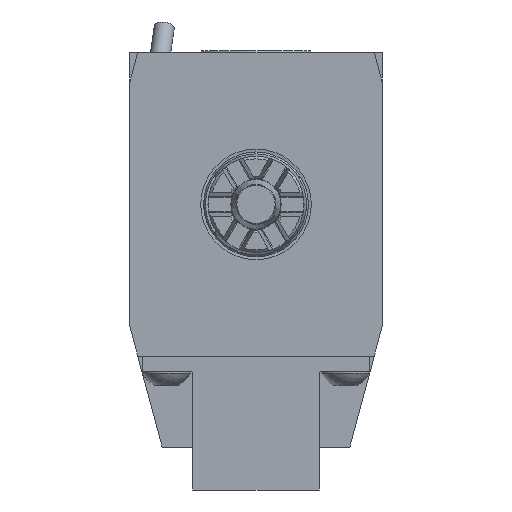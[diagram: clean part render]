
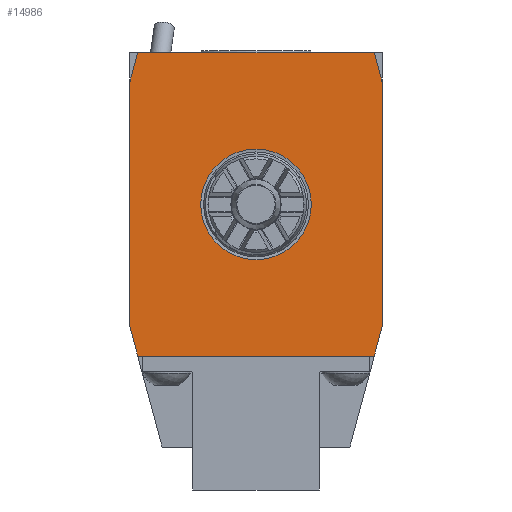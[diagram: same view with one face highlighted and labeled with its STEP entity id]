
A CAD part, front view. The second image highlights one B-rep face of the part: STEP entity #14986.
In plain terms, the highlighted planar face has unit normal (0, -1, 0).
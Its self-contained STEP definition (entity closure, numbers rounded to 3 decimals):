
#319 = DIRECTION ( 'NONE',  ( 0., 0., -1. ) ) ;
#478 = VERTEX_POINT ( 'NONE', #23397 ) ;
#691 = CARTESIAN_POINT ( 'NONE',  ( -25., 0., 30. ) ) ;
#1430 = FACE_OUTER_BOUND ( 'NONE', #16232, .T. ) ;
#1437 = CIRCLE ( 'NONE', #22535, 10.94 ) ;
#1731 = VECTOR ( 'NONE', #319, 1000. ) ;
#1758 = LINE ( 'NONE', #691, #20654 ) ;
#1770 = VECTOR ( 'NONE', #2640, 1000. ) ;
#2587 = ORIENTED_EDGE ( 'NONE', *, *, #17897, .F. ) ;
#2640 = DIRECTION ( 'NONE',  ( -0.259, 0., -0.966 ) ) ;
#2696 = VECTOR ( 'NONE', #18879, 1000. ) ;
#2860 = VERTEX_POINT ( 'NONE', #25641 ) ;
#2965 = VERTEX_POINT ( 'NONE', #17617 ) ;
#3056 = VECTOR ( 'NONE', #18340, 1000. ) ;
#3233 = EDGE_CURVE ( 'NONE', #18241, #478, #22887, .T. ) ;
#3413 = CARTESIAN_POINT ( 'NONE',  ( 20.151, 0., 42.098 ) ) ;
#3644 = AXIS2_PLACEMENT_3D ( 'NONE', #19499, #23599, #15054 ) ;
#3670 = LINE ( 'NONE', #10514, #3056 ) ;
#3752 = ORIENTED_EDGE ( 'NONE', *, *, #12351, .F. ) ;
#4493 = EDGE_CURVE ( 'NONE', #22458, #22458, #1437, .T. ) ;
#4778 = ORIENTED_EDGE ( 'NONE', *, *, #26472, .F. ) ;
#4888 = PLANE ( 'NONE',  #3644 ) ;
#5007 = FACE_BOUND ( 'NONE', #5053, .T. ) ;
#5053 = EDGE_LOOP ( 'NONE', ( #16590 ) ) ;
#5279 = EDGE_CURVE ( 'NONE', #19991, #2965, #9390, .T. ) ;
#5322 = CARTESIAN_POINT ( 'NONE',  ( -23.5, 0., 29.598 ) ) ;
#7240 = DIRECTION ( 'NONE',  ( 0.259, 0., -0.966 ) ) ;
#7250 = VECTOR ( 'NONE', #13681, 1000. ) ;
#8558 = CARTESIAN_POINT ( 'NONE',  ( 25., 0., 30. ) ) ;
#9084 = LINE ( 'NONE', #25009, #2696 ) ;
#9390 = LINE ( 'NONE', #9815, #22812 ) ;
#9815 = CARTESIAN_POINT ( 'NONE',  ( -25., 0., -30. ) ) ;
#10115 = VERTEX_POINT ( 'NONE', #26116 ) ;
#10246 = ORIENTED_EDGE ( 'NONE', *, *, #3233, .T. ) ;
#10514 = CARTESIAN_POINT ( 'NONE',  ( 35.151, 0., 13.883 ) ) ;
#11007 = VERTEX_POINT ( 'NONE', #25908 ) ;
#12351 = EDGE_CURVE ( 'NONE', #10115, #24562, #24461, .T. ) ;
#13054 = CARTESIAN_POINT ( 'NONE',  ( 0., 0., 10.94 ) ) ;
#13681 = DIRECTION ( 'NONE',  ( 0.259, 0., -0.966 ) ) ;
#14051 = DIRECTION ( 'NONE',  ( 0., 1., 0. ) ) ;
#14826 = ORIENTED_EDGE ( 'NONE', *, *, #5279, .T. ) ;
#14986 = ADVANCED_FACE ( 'NONE', ( #5007, #1430 ), #4888, .T. ) ;
#14997 = DIRECTION ( 'NONE',  ( 0., 0., -1. ) ) ;
#15054 = DIRECTION ( 'NONE',  ( 0., 0., -1. ) ) ;
#16232 = EDGE_LOOP ( 'NONE', ( #3752, #4778, #10246, #21035, #21455, #14826, #21000, #2587 ) ) ;
#16590 = ORIENTED_EDGE ( 'NONE', *, *, #4493, .T. ) ;
#17617 = CARTESIAN_POINT ( 'NONE',  ( 23.393, 0., -30. ) ) ;
#17696 = EDGE_CURVE ( 'NONE', #478, #2860, #1758, .T. ) ;
#17897 = EDGE_CURVE ( 'NONE', #24562, #11007, #21567, .T. ) ;
#17918 = EDGE_CURVE ( 'NONE', #11007, #2965, #3670, .T. ) ;
#18241 = VERTEX_POINT ( 'NONE', #22416 ) ;
#18340 = DIRECTION ( 'NONE',  ( -0.259, 0., -0.966 ) ) ;
#18879 = DIRECTION ( 'NONE',  ( 1., 0., 0. ) ) ;
#19448 = CARTESIAN_POINT ( 'NONE',  ( -38.5, 0., 26.383 ) ) ;
#19499 = CARTESIAN_POINT ( 'NONE',  ( -25., 0., 30. ) ) ;
#19991 = VERTEX_POINT ( 'NONE', #24408 ) ;
#20401 = DIRECTION ( 'NONE',  ( 0., 0., 1. ) ) ;
#20654 = VECTOR ( 'NONE', #14997, 1000. ) ;
#21000 = ORIENTED_EDGE ( 'NONE', *, *, #17918, .F. ) ;
#21035 = ORIENTED_EDGE ( 'NONE', *, *, #17696, .T. ) ;
#21455 = ORIENTED_EDGE ( 'NONE', *, *, #25790, .T. ) ;
#21567 = LINE ( 'NONE', #8558, #1731 ) ;
#22416 = CARTESIAN_POINT ( 'NONE',  ( -23.393, 0., 30. ) ) ;
#22458 = VERTEX_POINT ( 'NONE', #13054 ) ;
#22535 = AXIS2_PLACEMENT_3D ( 'NONE', #24385, #14051, #20401 ) ;
#22812 = VECTOR ( 'NONE', #26107, 1000. ) ;
#22887 = LINE ( 'NONE', #5322, #1770 ) ;
#23138 = CARTESIAN_POINT ( 'NONE',  ( 25., 0., 24.001 ) ) ;
#23397 = CARTESIAN_POINT ( 'NONE',  ( -25., 0., 24.001 ) ) ;
#23599 = DIRECTION ( 'NONE',  ( 0., -1., 0. ) ) ;
#23814 = VECTOR ( 'NONE', #7240, 1000. ) ;
#24385 = CARTESIAN_POINT ( 'NONE',  ( 0., 0., 0. ) ) ;
#24408 = CARTESIAN_POINT ( 'NONE',  ( -23.393, 0., -30. ) ) ;
#24461 = LINE ( 'NONE', #3413, #7250 ) ;
#24562 = VERTEX_POINT ( 'NONE', #23138 ) ;
#25009 = CARTESIAN_POINT ( 'NONE',  ( -25., 0., 30. ) ) ;
#25641 = CARTESIAN_POINT ( 'NONE',  ( -25., 0., -24.001 ) ) ;
#25790 = EDGE_CURVE ( 'NONE', #2860, #19991, #26010, .T. ) ;
#25908 = CARTESIAN_POINT ( 'NONE',  ( 25., 0., -24.001 ) ) ;
#26010 = LINE ( 'NONE', #19448, #23814 ) ;
#26107 = DIRECTION ( 'NONE',  ( 1., 0., 0. ) ) ;
#26116 = CARTESIAN_POINT ( 'NONE',  ( 23.393, 0., 30. ) ) ;
#26472 = EDGE_CURVE ( 'NONE', #18241, #10115, #9084, .T. ) ;
